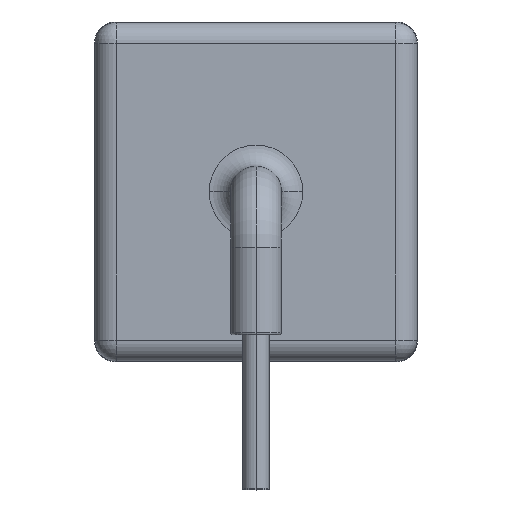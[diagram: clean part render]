
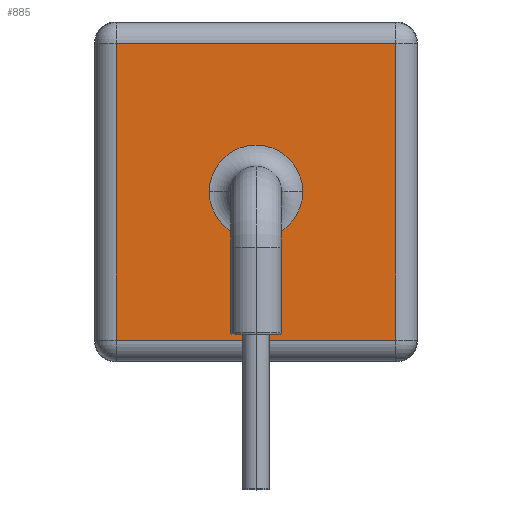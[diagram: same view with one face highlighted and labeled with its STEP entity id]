
A CAD part, top view. The second image highlights one B-rep face of the part: STEP entity #885.
In plain terms, the highlighted planar face has unit normal (0, 0, 1).
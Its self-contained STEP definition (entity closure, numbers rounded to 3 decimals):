
#82 = CIRCLE ( 'NONE', #1241, 2.199 ) ;
#107 = EDGE_CURVE ( 'NONE', #756, #754, #962, .T. ) ;
#143 = EDGE_CURVE ( 'NONE', #754, #756, #82, .T. ) ;
#239 = CARTESIAN_POINT ( 'NONE',  ( -6.574, -6.974, 2.5 ) ) ;
#243 = CARTESIAN_POINT ( 'NONE',  ( 6.574, -6.974, 2.5 ) ) ;
#253 = CARTESIAN_POINT ( 'NONE',  ( -6.574, 6.974, 2.5 ) ) ;
#254 = CARTESIAN_POINT ( 'NONE',  ( 6.574, 6.974, 2.5 ) ) ;
#255 = CARTESIAN_POINT ( 'NONE',  ( -2.199, 0., 2.5 ) ) ;
#257 = CARTESIAN_POINT ( 'NONE',  ( 2.199, 0., 2.5 ) ) ;
#315 = DIRECTION ( 'NONE',  ( -1., 0., 0. ) ) ;
#316 = DIRECTION ( 'NONE',  ( 0., 0., -1. ) ) ;
#317 = CARTESIAN_POINT ( 'NONE',  ( 0., 0., 2.5 ) ) ;
#419 = DIRECTION ( 'NONE',  ( -1., 0., 0. ) ) ;
#420 = DIRECTION ( 'NONE',  ( 0., 0., -1. ) ) ;
#421 = CARTESIAN_POINT ( 'NONE',  ( 0., 0., 2.5 ) ) ;
#485 = ORIENTED_EDGE ( 'NONE', *, *, #107, .T. ) ;
#488 = ORIENTED_EDGE ( 'NONE', *, *, #143, .T. ) ;
#489 = ORIENTED_EDGE ( 'NONE', *, *, #1037, .T. ) ;
#490 = ORIENTED_EDGE ( 'NONE', *, *, #896, .T. ) ;
#491 = ORIENTED_EDGE ( 'NONE', *, *, #1032, .T. ) ;
#492 = ORIENTED_EDGE ( 'NONE', *, *, #884, .T. ) ;
#754 = VERTEX_POINT ( 'NONE', #257 ) ;
#756 = VERTEX_POINT ( 'NONE', #255 ) ;
#757 = VERTEX_POINT ( 'NONE', #254 ) ;
#758 = VERTEX_POINT ( 'NONE', #253 ) ;
#768 = VERTEX_POINT ( 'NONE', #243 ) ;
#771 = VERTEX_POINT ( 'NONE', #239 ) ;
#862 = EDGE_LOOP ( 'NONE', ( #489, #491, #490, #492 ) ) ;
#863 = EDGE_LOOP ( 'NONE', ( #485, #488 ) ) ;
#884 = EDGE_CURVE ( 'NONE', #768, #757, #1496, .T. ) ;
#885 = ADVANCED_FACE ( 'NONE', ( #1198, #1194 ), #1930, .F. ) ;
#896 = EDGE_CURVE ( 'NONE', #771, #768, #1966, .T. ) ;
#962 = CIRCLE ( 'NONE', #1374, 2.199 ) ;
#1032 = EDGE_CURVE ( 'NONE', #758, #771, #1465, .T. ) ;
#1037 = EDGE_CURVE ( 'NONE', #757, #758, #1450, .T. ) ;
#1171 = VECTOR ( 'NONE', #1877, 1000. ) ;
#1194 = FACE_OUTER_BOUND ( 'NONE', #862, .T. ) ;
#1195 = VECTOR ( 'NONE', #1882, 1000. ) ;
#1196 = AXIS2_PLACEMENT_3D ( 'NONE', #1929, #1933, #1928 ) ;
#1198 = FACE_BOUND ( 'NONE', #863, .T. ) ;
#1241 = AXIS2_PLACEMENT_3D ( 'NONE', #317, #316, #315 ) ;
#1343 = VECTOR ( 'NONE', #1463, 1000. ) ;
#1348 = VECTOR ( 'NONE', #1448, 1000. ) ;
#1374 = AXIS2_PLACEMENT_3D ( 'NONE', #421, #420, #419 ) ;
#1448 = DIRECTION ( 'NONE',  ( -1., 0., 0. ) ) ;
#1449 = CARTESIAN_POINT ( 'NONE',  ( 0., 6.974, 2.5 ) ) ;
#1450 = LINE ( 'NONE', #1449, #1348 ) ;
#1463 = DIRECTION ( 'NONE',  ( 0., -1., 0. ) ) ;
#1464 = CARTESIAN_POINT ( 'NONE',  ( -6.574, 0., 2.5 ) ) ;
#1465 = LINE ( 'NONE', #1464, #1343 ) ;
#1496 = LINE ( 'NONE', #1935, #1195 ) ;
#1877 = DIRECTION ( 'NONE',  ( 1., 0., 0. ) ) ;
#1882 = DIRECTION ( 'NONE',  ( 0., 1., 0. ) ) ;
#1905 = CARTESIAN_POINT ( 'NONE',  ( 0., -6.974, 2.5 ) ) ;
#1928 = DIRECTION ( 'NONE',  ( -1., 0., 0. ) ) ;
#1929 = CARTESIAN_POINT ( 'NONE',  ( 0., 0., 2.5 ) ) ;
#1930 = PLANE ( 'NONE',  #1196 ) ;
#1933 = DIRECTION ( 'NONE',  ( 0., 0., -1. ) ) ;
#1935 = CARTESIAN_POINT ( 'NONE',  ( 6.574, 0., 2.5 ) ) ;
#1966 = LINE ( 'NONE', #1905, #1171 ) ;
